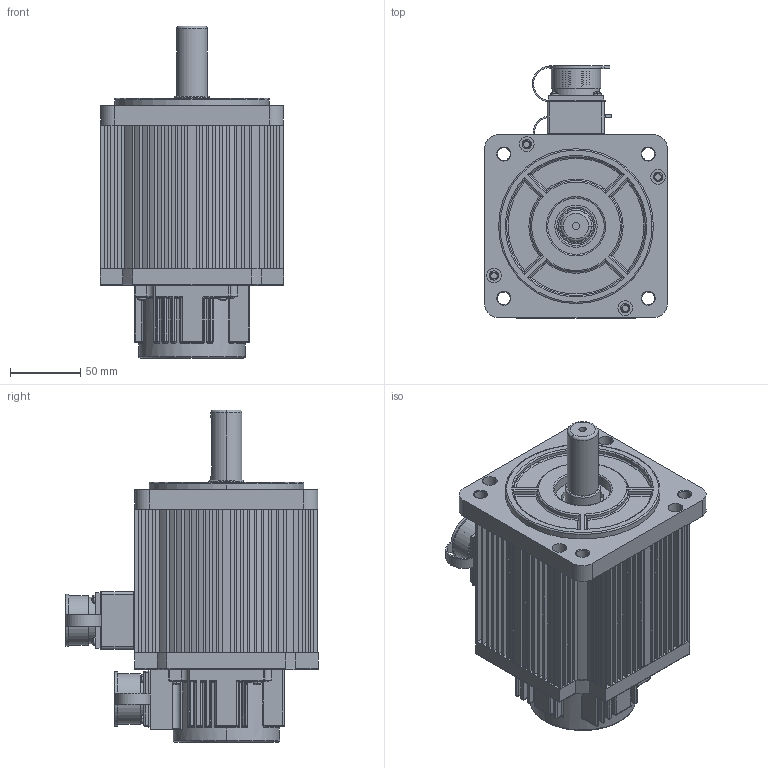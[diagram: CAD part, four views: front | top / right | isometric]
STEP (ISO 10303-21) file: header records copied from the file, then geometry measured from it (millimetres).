
FILE_DESCRIPTION (( 'STEP AP203' ), '1' );
FILE_NAME ('WA130ST-M06025.STEP', '2022-07-29T08:58:31', ( '' ), ( '' ), 'SwSTEP 2.0', 'SolidWorks 2018', '' );
FILE_SCHEMA (( 'CONFIG_CONTROL_DESIGN' ));
Length unit declared in the file: millimetre
Products named in the file (16): 晤鎢ん欶裔; 菁釱菜え; cross recessed pan head screws gb_GB_CROSS_SCREWS_TYPE1 M3X8-8  H type-N; hexagon socket head cap screws gb_GB_FASTENER_SCREWS_HSHCS M5X20-N; 儂褲; deep groove ball bearings gb_Rolling bearings 6305 GB 276-94; 粣; 脣釱菁釱; WA130ST-M06025; ヶ傷裔; 褲极蚾饜; 脣釱; 蛌赽軞傖; 綴傷裔; deep groove ball bearings gb_Rolling bearings 6205 GB 276-94; 脣釱1
Assembly tree (29 placements, depth 3):
  WA130ST-M06025
    褲极蚾饜
      儂褲
      菁釱菜え
      脣釱菁釱
      脣釱1
      晤鎢ん欶裔
      脣釱
      ヶ傷裔
      綴傷裔
    hexagon socket head cap screws gb_GB_FASTENER_SCREWS_HSHCS M5X20-N  x4
    cross recessed pan head screws gb_GB_CROSS_SCREWS_TYPE1 M3X8-8  H type-N  x12
    蛌赽軞傖
      粣
      deep groove ball bearings gb_Rolling bearings 6205 GB 276-94
      deep groove ball bearings gb_Rolling bearings 6305 GB 276-94
Bounding box: 130.5 x 179.45 x 235.9 mm (x, y, z)
Volume: 834094.3 mm3; surface area: 414557.9 mm2
Topology: 25 solids, 32 shells, 1991 faces, 5532 edges, 3534 vertices
Faces by surface type: plane 809, cylinder 712, torus 264, sphere 116, cone 47, bspline 43
Entity records: 60432 total; most frequent: CARTESIAN_POINT 17085, ORIENTED_EDGE 8816, DIRECTION 8625, EDGE_CURVE 4416, AXIS2_PLACEMENT_3D 3310, VERTEX_POINT 2833, VECTOR 2005, LINE 2005
